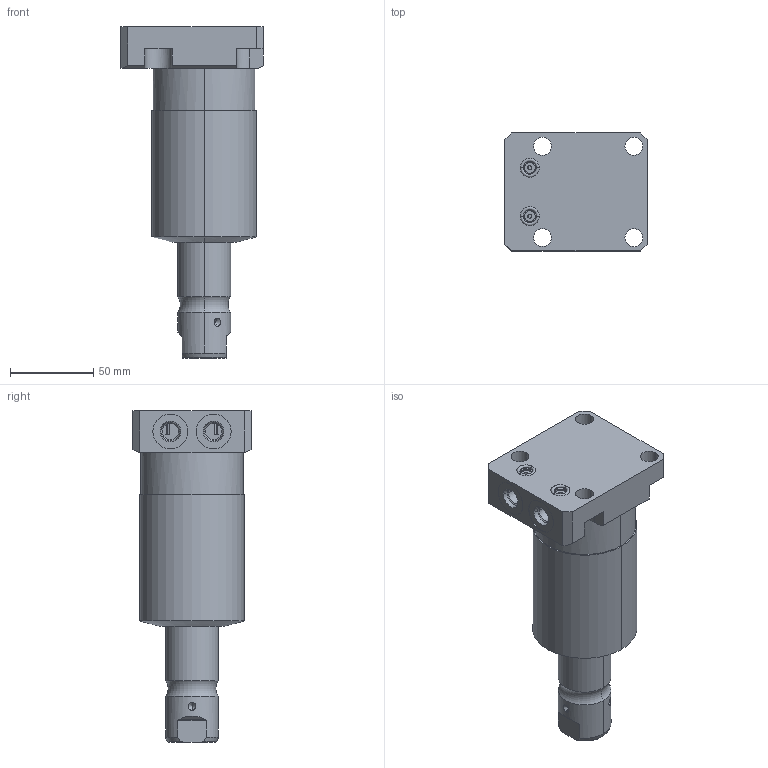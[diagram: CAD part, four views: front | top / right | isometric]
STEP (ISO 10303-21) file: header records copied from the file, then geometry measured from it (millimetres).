
FILE_DESCRIPTION((''),'2;1');
FILE_NAME('ILC14281803','2019-03-27T',('jdw'),(''),'PRO/ENGINEER BY PARAMETRIC TECHNOLOGY CORPORATION, 2013320','PRO/ENGINEER BY PARAMETRIC TECHNOLOGY CORPORATION, 2013320','');
FILE_SCHEMA(('AUTOMOTIVE_DESIGN { 1 0 10303 214 1 1 1 1 }'));
Length unit declared in the file: inch
Products named in the file (1): ILC14281803
Bounding box: 85.5 x 70.87 x 199.36 mm (x, y, z)
Volume: 497810.5 mm3; surface area: 50532 mm2
Topology: 1 solids, 1 shells, 125 faces, 317 edges, 194 vertices
Faces by surface type: plane 47, cylinder 46, cone 20, torus 12
Entity records: 5202 total; most frequent: CARTESIAN_POINT 794, DIRECTION 665, ORIENTED_EDGE 618, PRESENTATION_STYLE_ASSIGNMENT 331, STYLED_ITEM 310, CURVE_STYLE 309, EDGE_CURVE 309, AXIS2_PLACEMENT_3D 255
